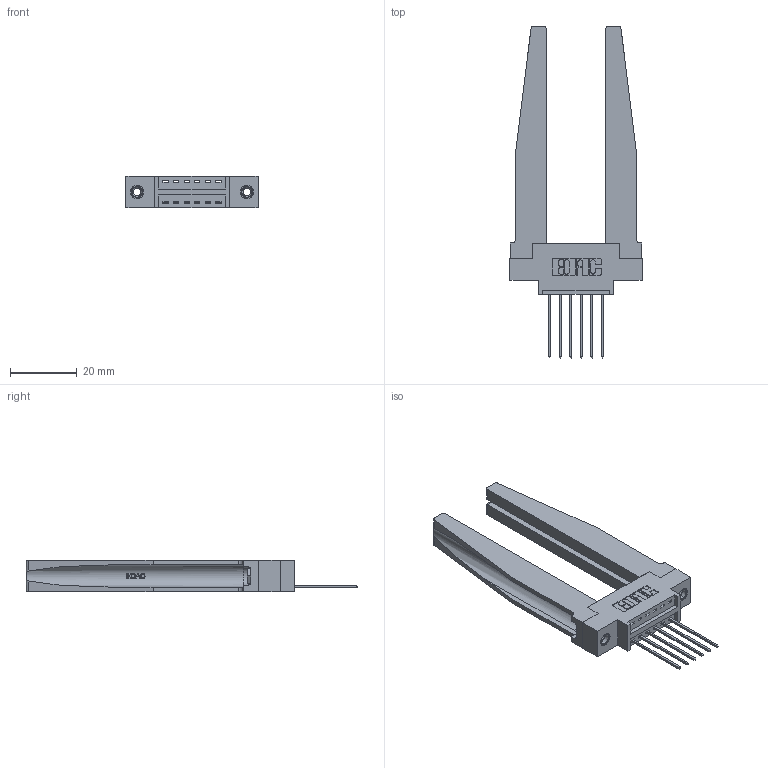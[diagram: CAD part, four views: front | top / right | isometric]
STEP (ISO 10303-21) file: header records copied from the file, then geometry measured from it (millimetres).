
FILE_DESCRIPTION (( 'STEP AP203' ), '1' );
FILE_NAME ('346-006-541-678.STEP', '2022-05-04T19:04:22', ( '' ), ( '' ), 'SwSTEP 2.0', 'SolidWorks 2020', '' );
FILE_SCHEMA (( 'CONFIG_CONTROL_DESIGN' ));
Length unit declared in the file: inch
Products named in the file (5): 346-006-541-678; 345-250-001_345-250-001-102; 346-220-078_345-220-078; 345-292-001_345-293-141; 346 Part_0.170 Offset - 0.156 Dia-TH
Assembly tree (11 placements, depth 2):
  346-006-541-678
    346 Part_0.170 Offset - 0.156 Dia-TH
    345-292-001_345-293-141  x6
    346-220-078_345-220-078  x2
    345-250-001_345-250-001-102  x2
Bounding box: 39.62 x 99.57 x 9.4 mm (x, y, z)
Volume: 10300.8 mm3; surface area: 10702 mm2
Topology: 11 solids, 11 shells, 722 faces, 2041 edges, 1342 vertices
Faces by surface type: plane 476, cylinder 194, bspline 36, cone 12, torus 4
Entity records: 13884 total; most frequent: CARTESIAN_POINT 3307, ORIENTED_EDGE 2134, DIRECTION 1945, EDGE_CURVE 1067, VECTOR 817, LINE 817, VERTEX_POINT 704, AXIS2_PLACEMENT_3D 564
